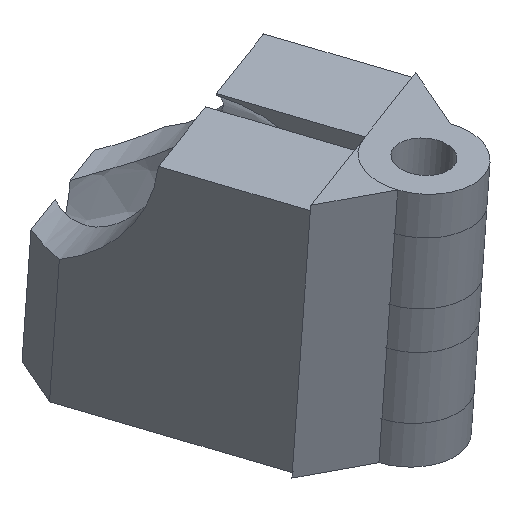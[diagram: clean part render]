
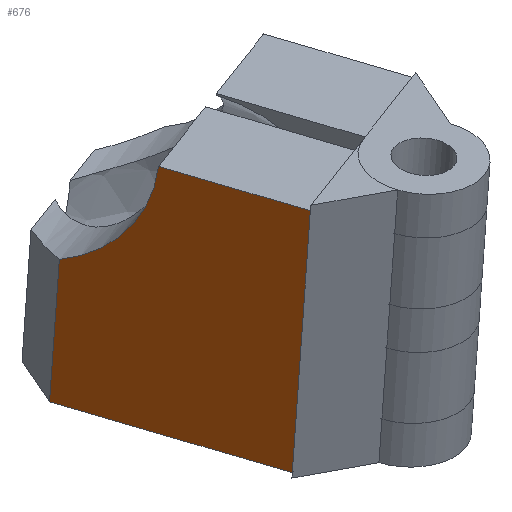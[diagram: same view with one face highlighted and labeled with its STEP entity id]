
A CAD part, left-side view. The second image highlights one B-rep face of the part: STEP entity #676.
In plain terms, the highlighted face is planar.
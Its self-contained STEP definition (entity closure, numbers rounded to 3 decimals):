
#450=CARTESIAN_POINT('',(20.,35.02,1.));
#451=VERTEX_POINT('',#450);
#458=CARTESIAN_POINT('',(20.,50.,22.913));
#459=VERTEX_POINT('',#458);
#460=CARTESIAN_POINT('',(20.,60.,0.));
#461=DIRECTION('',(0.,-0.4,0.917));
#462=DIRECTION('',(1.,0.,0.));
#463=AXIS2_PLACEMENT_3D('',#460,#462,#461);
#464=CIRCLE('',#463,25.);
#465=EDGE_CURVE('',#459,#451,#464,.T.);
#582=CARTESIAN_POINT('',(20.,10.,1.));
#583=VERTEX_POINT('',#582);
#590=CARTESIAN_POINT('',(20.,35.02,1.));
#591=DIRECTION('',(0.,-1.,0.));
#592=VECTOR('',#591,25.02);
#593=LINE('',#590,#592);
#594=EDGE_CURVE('',#451,#583,#593,.T.);
#604=CARTESIAN_POINT('',(20.,50.,49.));
#605=VERTEX_POINT('',#604);
#612=CARTESIAN_POINT('',(20.,10.,49.));
#613=VERTEX_POINT('',#612);
#614=CARTESIAN_POINT('',(20.,10.,49.));
#615=DIRECTION('',(0.,1.,0.));
#616=VECTOR('',#615,40.);
#617=LINE('',#614,#616);
#618=EDGE_CURVE('',#613,#605,#617,.T.);
#654=CARTESIAN_POINT('',(20.,30.,25.));
#655=DIRECTION('',(0.,1.,0.));
#656=DIRECTION('',(1.,0.,-0.));
#657=AXIS2_PLACEMENT_3D('',#654,#656,#655);
#658=PLANE('',#657);
#659=ORIENTED_EDGE('',*,*,#465,.F.);
#660=CARTESIAN_POINT('',(20.,50.,22.913));
#661=DIRECTION('',(0.,0.,1.));
#662=VECTOR('',#661,26.087);
#663=LINE('',#660,#662);
#664=EDGE_CURVE('',#459,#605,#663,.T.);
#665=ORIENTED_EDGE('E53',*,*,#664,.T.);
#666=ORIENTED_EDGE('E53',*,*,#618,.F.);
#667=CARTESIAN_POINT('',(20.,10.,49.));
#668=DIRECTION('',(0.,0.,-1.));
#669=VECTOR('',#668,48.);
#670=LINE('',#667,#669);
#671=EDGE_CURVE('',#613,#583,#670,.T.);
#672=ORIENTED_EDGE('E54',*,*,#671,.T.);
#673=ORIENTED_EDGE('E54',*,*,#594,.F.);
#674=EDGE_LOOP('',(#659,#665,#666,#672,#673));
#675=FACE_OUTER_BOUND('',#674,.T.);
#676=ADVANCED_FACE('F19',(#675),#658,.T.);
